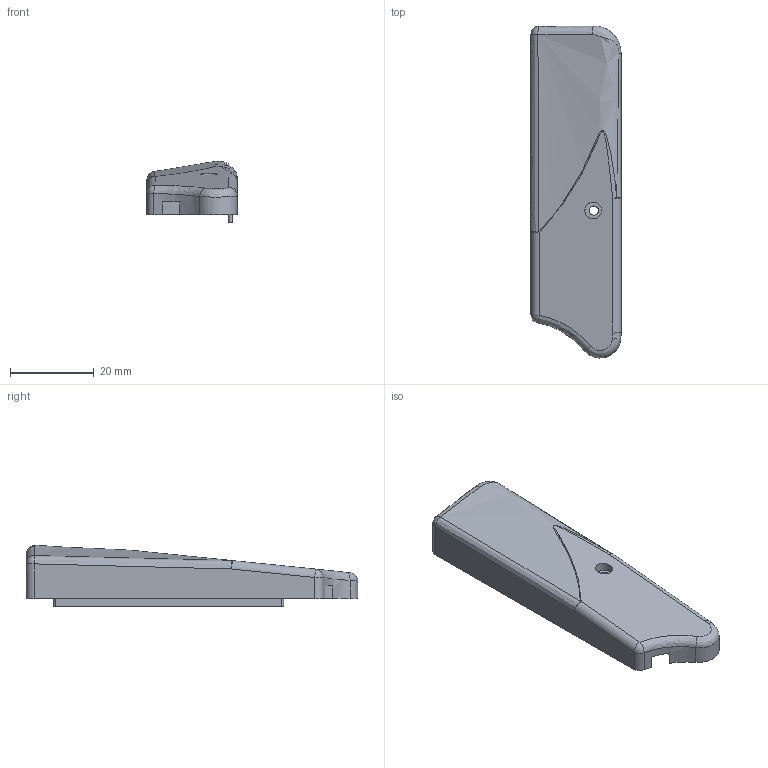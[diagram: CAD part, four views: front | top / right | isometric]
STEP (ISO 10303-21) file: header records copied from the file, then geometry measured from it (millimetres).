
FILE_DESCRIPTION(/* description */ (''),/* implementation_level */ '2;1');
FILE_NAME(/* name */ 'ProMicro.step',/* time_stamp */ '2023-08-04T14:50:54+09:00',/* author */ (''),/* organization */ (''),/* preprocessor_version */ 'ST-DEVELOPER v20',/* originating_system */ 'Autodesk Translation Framework v12.9.0.99',/* authorisation */ '');
FILE_SCHEMA (('AUTOMOTIVE_DESIGN { 1 0 10303 214 3 1 1 }'));
Length unit declared in the file: millimetre
Products named in the file (1): KeyFuda02
Bounding box: 21.5 x 79.14 x 14.74 mm (x, y, z)
Volume: 7541.3 mm3; surface area: 6245 mm2
Topology: 1 solids, 1 shells, 103 faces, 270 edges, 170 vertices
Faces by surface type: plane 52, cylinder 25, bspline 20, sphere 4, torus 1, cone 1
Full cylindrical faces by diameter (mm): 2.2 x1, 4 x1
Entity records: 3992 total; most frequent: CARTESIAN_POINT 1513, ORIENTED_EDGE 540, DIRECTION 466, EDGE_CURVE 270, VERTEX_POINT 170, LINE 166, VECTOR 166, AXIS2_PLACEMENT_3D 150
